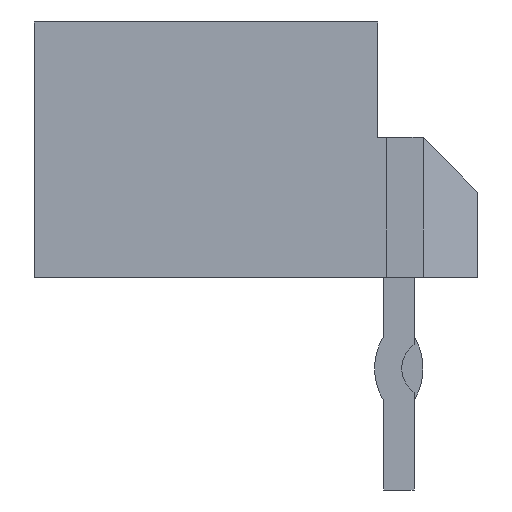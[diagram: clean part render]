
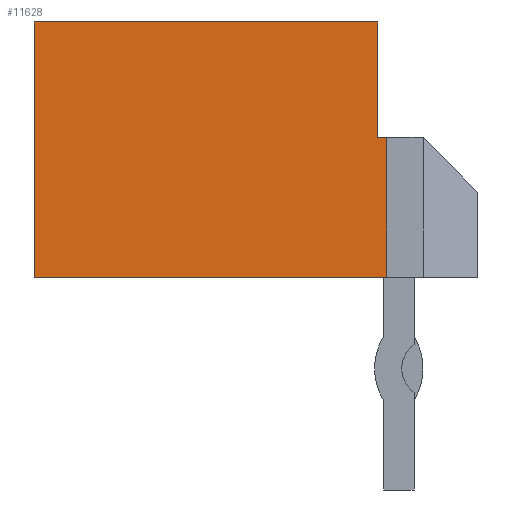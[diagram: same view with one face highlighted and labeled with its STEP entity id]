
A CAD part, left-side view. The second image highlights one B-rep face of the part: STEP entity #11628.
In plain terms, the highlighted planar face has unit normal (-1, 0, 0).
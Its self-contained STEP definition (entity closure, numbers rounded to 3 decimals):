
#368 = PLANE('',#369);
#369 = AXIS2_PLACEMENT_3D('',#370,#371,#372);
#370 = CARTESIAN_POINT('',(8.,-1.3,0.));
#371 = DIRECTION('',(0.,0.,-1.));
#372 = DIRECTION('',(-1.,0.,0.));
#1421 = PLANE('',#1422);
#1422 = AXIS2_PLACEMENT_3D('',#1423,#1424,#1425);
#1423 = CARTESIAN_POINT('',(3.,6.,2.1));
#1424 = DIRECTION('',(0.,1.,0.));
#1425 = DIRECTION('',(-1.,0.,0.));
#2131 = PLANE('',#2132);
#2132 = AXIS2_PLACEMENT_3D('',#2133,#2134,#2135);
#2133 = CARTESIAN_POINT('',(-2.,0.35,2.3));
#2134 = DIRECTION('',(0.,0.,-1.));
#2135 = DIRECTION('',(0.,-1.,0.));
#3589 = VERTEX_POINT('',#3590);
#3590 = CARTESIAN_POINT('',(-2.,0.2,2.3));
#3604 = PLANE('',#3605);
#3605 = AXIS2_PLACEMENT_3D('',#3606,#3607,#3608);
#3606 = CARTESIAN_POINT('',(-2.,0.2,0.));
#3607 = DIRECTION('',(0.,1.,0.));
#3608 = DIRECTION('',(1.,0.,0.));
#3616 = EDGE_CURVE('',#3617,#3589,#3619,.T.);
#3617 = VERTEX_POINT('',#3618);
#3618 = CARTESIAN_POINT('',(-2.,0.35,2.3));
#3619 = SURFACE_CURVE('',#3620,(#3624,#3631),.PCURVE_S1.);
#3620 = LINE('',#3621,#3622);
#3621 = CARTESIAN_POINT('',(-2.,0.35,2.3));
#3622 = VECTOR('',#3623,1.);
#3623 = DIRECTION('',(0.,-1.,0.));
#3624 = PCURVE('',#2131,#3625);
#3625 = DEFINITIONAL_REPRESENTATION('',(#3626),#3630);
#3626 = LINE('',#3627,#3628);
#3627 = CARTESIAN_POINT('',(0.,0.));
#3628 = VECTOR('',#3629,1.);
#3629 = DIRECTION('',(1.,0.));
#3630 = ( GEOMETRIC_REPRESENTATION_CONTEXT(2) 
PARAMETRIC_REPRESENTATION_CONTEXT() REPRESENTATION_CONTEXT('2D SPACE',''
  ) );
#3631 = PCURVE('',#3632,#3637);
#3632 = PLANE('',#3633);
#3633 = AXIS2_PLACEMENT_3D('',#3634,#3635,#3636);
#3634 = CARTESIAN_POINT('',(-2.,-1.3,0.));
#3635 = DIRECTION('',(-1.,0.,0.));
#3636 = DIRECTION('',(0.,0.,1.));
#3637 = DEFINITIONAL_REPRESENTATION('',(#3638),#3642);
#3638 = LINE('',#3639,#3640);
#3639 = CARTESIAN_POINT('',(2.3,1.65));
#3640 = VECTOR('',#3641,1.);
#3641 = DIRECTION('',(0.,-1.));
#3642 = ( GEOMETRIC_REPRESENTATION_CONTEXT(2) 
PARAMETRIC_REPRESENTATION_CONTEXT() REPRESENTATION_CONTEXT('2D SPACE',''
  ) );
#3660 = PLANE('',#3661);
#3661 = AXIS2_PLACEMENT_3D('',#3662,#3663,#3664);
#3662 = CARTESIAN_POINT('',(-2.,0.35,4.2));
#3663 = DIRECTION('',(0.,1.,0.));
#3664 = DIRECTION('',(0.,0.,-1.));
#5216 = PLANE('',#5217);
#5217 = AXIS2_PLACEMENT_3D('',#5218,#5219,#5220);
#5218 = CARTESIAN_POINT('',(-2.,-1.3,4.2));
#5219 = DIRECTION('',(0.,0.,1.));
#5220 = DIRECTION('',(1.,0.,0.));
#10981 = VERTEX_POINT('',#10982);
#10982 = CARTESIAN_POINT('',(-2.,6.,4.2));
#11003 = EDGE_CURVE('',#11004,#10981,#11006,.T.);
#11004 = VERTEX_POINT('',#11005);
#11005 = CARTESIAN_POINT('',(-2.,6.,0.));
#11006 = SURFACE_CURVE('',#11007,(#11011,#11018),.PCURVE_S1.);
#11007 = LINE('',#11008,#11009);
#11008 = CARTESIAN_POINT('',(-2.,6.,0.));
#11009 = VECTOR('',#11010,1.);
#11010 = DIRECTION('',(0.,0.,1.));
#11011 = PCURVE('',#1421,#11012);
#11012 = DEFINITIONAL_REPRESENTATION('',(#11013),#11017);
#11013 = LINE('',#11014,#11015);
#11014 = CARTESIAN_POINT('',(5.,-2.1));
#11015 = VECTOR('',#11016,1.);
#11016 = DIRECTION('',(0.,1.));
#11017 = ( GEOMETRIC_REPRESENTATION_CONTEXT(2) 
PARAMETRIC_REPRESENTATION_CONTEXT() REPRESENTATION_CONTEXT('2D SPACE',''
  ) );
#11018 = PCURVE('',#3632,#11019);
#11019 = DEFINITIONAL_REPRESENTATION('',(#11020),#11024);
#11020 = LINE('',#11021,#11022);
#11021 = CARTESIAN_POINT('',(0.,7.3));
#11022 = VECTOR('',#11023,1.);
#11023 = DIRECTION('',(1.,0.));
#11024 = ( GEOMETRIC_REPRESENTATION_CONTEXT(2) 
PARAMETRIC_REPRESENTATION_CONTEXT() REPRESENTATION_CONTEXT('2D SPACE',''
  ) );
#11290 = VERTEX_POINT('',#11291);
#11291 = CARTESIAN_POINT('',(-2.,0.2,0.));
#11427 = EDGE_CURVE('',#11290,#11004,#11428,.T.);
#11428 = SURFACE_CURVE('',#11429,(#11433,#11440),.PCURVE_S1.);
#11429 = LINE('',#11430,#11431);
#11430 = CARTESIAN_POINT('',(-2.,0.2,0.));
#11431 = VECTOR('',#11432,1.);
#11432 = DIRECTION('',(0.,1.,0.));
#11433 = PCURVE('',#368,#11434);
#11434 = DEFINITIONAL_REPRESENTATION('',(#11435),#11439);
#11435 = LINE('',#11436,#11437);
#11436 = CARTESIAN_POINT('',(10.,1.5));
#11437 = VECTOR('',#11438,1.);
#11438 = DIRECTION('',(0.,1.));
#11439 = ( GEOMETRIC_REPRESENTATION_CONTEXT(2) 
PARAMETRIC_REPRESENTATION_CONTEXT() REPRESENTATION_CONTEXT('2D SPACE',''
  ) );
#11440 = PCURVE('',#3632,#11441);
#11441 = DEFINITIONAL_REPRESENTATION('',(#11442),#11446);
#11442 = LINE('',#11443,#11444);
#11443 = CARTESIAN_POINT('',(0.,1.5));
#11444 = VECTOR('',#11445,1.);
#11445 = DIRECTION('',(0.,1.));
#11446 = ( GEOMETRIC_REPRESENTATION_CONTEXT(2) 
PARAMETRIC_REPRESENTATION_CONTEXT() REPRESENTATION_CONTEXT('2D SPACE',''
  ) );
#11584 = EDGE_CURVE('',#11585,#3617,#11587,.T.);
#11585 = VERTEX_POINT('',#11586);
#11586 = CARTESIAN_POINT('',(-2.,0.35,4.2));
#11587 = SURFACE_CURVE('',#11588,(#11592,#11599),.PCURVE_S1.);
#11588 = LINE('',#11589,#11590);
#11589 = CARTESIAN_POINT('',(-2.,0.35,4.2));
#11590 = VECTOR('',#11591,1.);
#11591 = DIRECTION('',(0.,0.,-1.));
#11592 = PCURVE('',#3660,#11593);
#11593 = DEFINITIONAL_REPRESENTATION('',(#11594),#11598);
#11594 = LINE('',#11595,#11596);
#11595 = CARTESIAN_POINT('',(0.,0.));
#11596 = VECTOR('',#11597,1.);
#11597 = DIRECTION('',(1.,0.));
#11598 = ( GEOMETRIC_REPRESENTATION_CONTEXT(2) 
PARAMETRIC_REPRESENTATION_CONTEXT() REPRESENTATION_CONTEXT('2D SPACE',''
  ) );
#11599 = PCURVE('',#3632,#11600);
#11600 = DEFINITIONAL_REPRESENTATION('',(#11601),#11605);
#11601 = LINE('',#11602,#11603);
#11602 = CARTESIAN_POINT('',(4.2,1.65));
#11603 = VECTOR('',#11604,1.);
#11604 = DIRECTION('',(-1.,0.));
#11605 = ( GEOMETRIC_REPRESENTATION_CONTEXT(2) 
PARAMETRIC_REPRESENTATION_CONTEXT() REPRESENTATION_CONTEXT('2D SPACE',''
  ) );
#11628 = ADVANCED_FACE('',(#11629),#3632,.T.);
#11629 = FACE_BOUND('',#11630,.F.);
#11630 = EDGE_LOOP('',(#11631,#11652,#11653,#11654,#11675,#11676));
#11631 = ORIENTED_EDGE('',*,*,#11632,.F.);
#11632 = EDGE_CURVE('',#11290,#3589,#11633,.T.);
#11633 = SURFACE_CURVE('',#11634,(#11638,#11645),.PCURVE_S1.);
#11634 = LINE('',#11635,#11636);
#11635 = CARTESIAN_POINT('',(-2.,0.2,0.));
#11636 = VECTOR('',#11637,1.);
#11637 = DIRECTION('',(0.,0.,1.));
#11638 = PCURVE('',#3632,#11639);
#11639 = DEFINITIONAL_REPRESENTATION('',(#11640),#11644);
#11640 = LINE('',#11641,#11642);
#11641 = CARTESIAN_POINT('',(0.,1.5));
#11642 = VECTOR('',#11643,1.);
#11643 = DIRECTION('',(1.,0.));
#11644 = ( GEOMETRIC_REPRESENTATION_CONTEXT(2) 
PARAMETRIC_REPRESENTATION_CONTEXT() REPRESENTATION_CONTEXT('2D SPACE',''
  ) );
#11645 = PCURVE('',#3604,#11646);
#11646 = DEFINITIONAL_REPRESENTATION('',(#11647),#11651);
#11647 = LINE('',#11648,#11649);
#11648 = CARTESIAN_POINT('',(0.,0.));
#11649 = VECTOR('',#11650,1.);
#11650 = DIRECTION('',(0.,-1.));
#11651 = ( GEOMETRIC_REPRESENTATION_CONTEXT(2) 
PARAMETRIC_REPRESENTATION_CONTEXT() REPRESENTATION_CONTEXT('2D SPACE',''
  ) );
#11652 = ORIENTED_EDGE('',*,*,#11427,.T.);
#11653 = ORIENTED_EDGE('',*,*,#11003,.T.);
#11654 = ORIENTED_EDGE('',*,*,#11655,.F.);
#11655 = EDGE_CURVE('',#11585,#10981,#11656,.T.);
#11656 = SURFACE_CURVE('',#11657,(#11661,#11668),.PCURVE_S1.);
#11657 = LINE('',#11658,#11659);
#11658 = CARTESIAN_POINT('',(-2.,0.35,4.2));
#11659 = VECTOR('',#11660,1.);
#11660 = DIRECTION('',(0.,1.,0.));
#11661 = PCURVE('',#3632,#11662);
#11662 = DEFINITIONAL_REPRESENTATION('',(#11663),#11667);
#11663 = LINE('',#11664,#11665);
#11664 = CARTESIAN_POINT('',(4.2,1.65));
#11665 = VECTOR('',#11666,1.);
#11666 = DIRECTION('',(0.,1.));
#11667 = ( GEOMETRIC_REPRESENTATION_CONTEXT(2) 
PARAMETRIC_REPRESENTATION_CONTEXT() REPRESENTATION_CONTEXT('2D SPACE',''
  ) );
#11668 = PCURVE('',#5216,#11669);
#11669 = DEFINITIONAL_REPRESENTATION('',(#11670),#11674);
#11670 = LINE('',#11671,#11672);
#11671 = CARTESIAN_POINT('',(0.,1.65));
#11672 = VECTOR('',#11673,1.);
#11673 = DIRECTION('',(0.,1.));
#11674 = ( GEOMETRIC_REPRESENTATION_CONTEXT(2) 
PARAMETRIC_REPRESENTATION_CONTEXT() REPRESENTATION_CONTEXT('2D SPACE',''
  ) );
#11675 = ORIENTED_EDGE('',*,*,#11584,.T.);
#11676 = ORIENTED_EDGE('',*,*,#3616,.T.);
